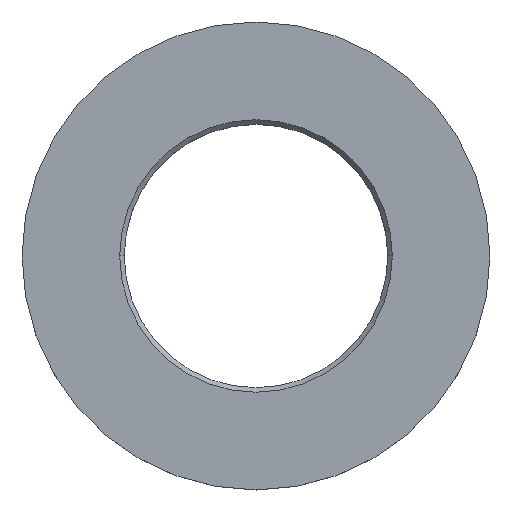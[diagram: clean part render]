
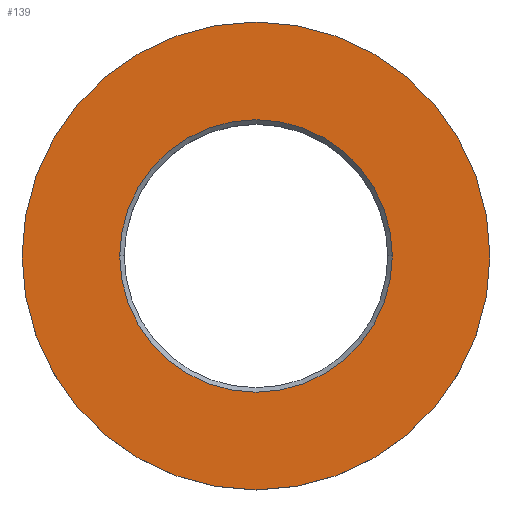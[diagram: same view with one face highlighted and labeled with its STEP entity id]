
A CAD part, top view. The second image highlights one B-rep face of the part: STEP entity #139.
In plain terms, the highlighted planar face has unit normal (0, 0, 1).
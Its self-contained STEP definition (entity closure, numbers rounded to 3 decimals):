
#75=EDGE_CURVE('',#151,#119,#179,.T.);
#109=EDGE_CURVE('',#115,#149,#215,.T.);
#115=VERTEX_POINT('',#222);
#119=VERTEX_POINT('',#226);
#125=EDGE_CURVE('',#119,#151,#234,.T.);
#127=EDGE_CURVE('',#149,#115,#236,.T.);
#139=ADVANCED_FACE('',(#249,#250),#251,.T.);
#149=VERTEX_POINT('',#263);
#151=VERTEX_POINT('',#265);
#179=CIRCLE('',#286,30.0);
#215=CIRCLE('',#333,51.5);
#222=CARTESIAN_POINT('',(-51.5,0.,23.0));
#226=CARTESIAN_POINT('',(-30.0,0.,23.0));
#234=CIRCLE('',#356,30.0);
#236=CIRCLE('',#359,51.5);
#249=FACE_OUTER_BOUND('',#374,.T.);
#250=FACE_BOUND('',#375,.T.);
#251=PLANE('',#376);
#263=CARTESIAN_POINT('',(51.5,0.,23.0));
#265=CARTESIAN_POINT('',(30.0,0.,23.0));
#286=AXIS2_PLACEMENT_3D('',#413,#414,#415);
#333=AXIS2_PLACEMENT_3D('',#451,#452,#453);
#356=AXIS2_PLACEMENT_3D('',#479,#480,#481);
#359=AXIS2_PLACEMENT_3D('',#482,#483,#484);
#374=EDGE_LOOP('',(#500,#501));
#375=EDGE_LOOP('',(#502,#503));
#376=AXIS2_PLACEMENT_3D('',#504,#505,#506);
#413=CARTESIAN_POINT('',(0.0,0.,23.0));
#414=DIRECTION('',(-0.0,0.0,-1.0));
#415=DIRECTION('',(-1.0,0.,0.0));
#451=CARTESIAN_POINT('',(0.0,0.,23.0));
#452=DIRECTION('',(-0.0,0.0,-1.0));
#453=DIRECTION('',(-1.0,0.,0.0));
#479=CARTESIAN_POINT('',(0.0,0.,23.0));
#480=DIRECTION('',(-0.0,0.0,-1.0));
#481=DIRECTION('',(-1.0,0.,0.0));
#482=CARTESIAN_POINT('',(0.0,0.,23.0));
#483=DIRECTION('',(-0.0,0.0,-1.0));
#484=DIRECTION('',(-1.0,0.,0.0));
#500=ORIENTED_EDGE('',*,*,#109,.F.);
#501=ORIENTED_EDGE('',*,*,#127,.F.);
#502=ORIENTED_EDGE('',*,*,#125,.T.);
#503=ORIENTED_EDGE('',*,*,#75,.T.);
#504=CARTESIAN_POINT('',(-40.75,0.,23.0));
#505=DIRECTION('',(0.0,0.0,1.0));
#506=DIRECTION('',(-1.0,0.,0.0));
